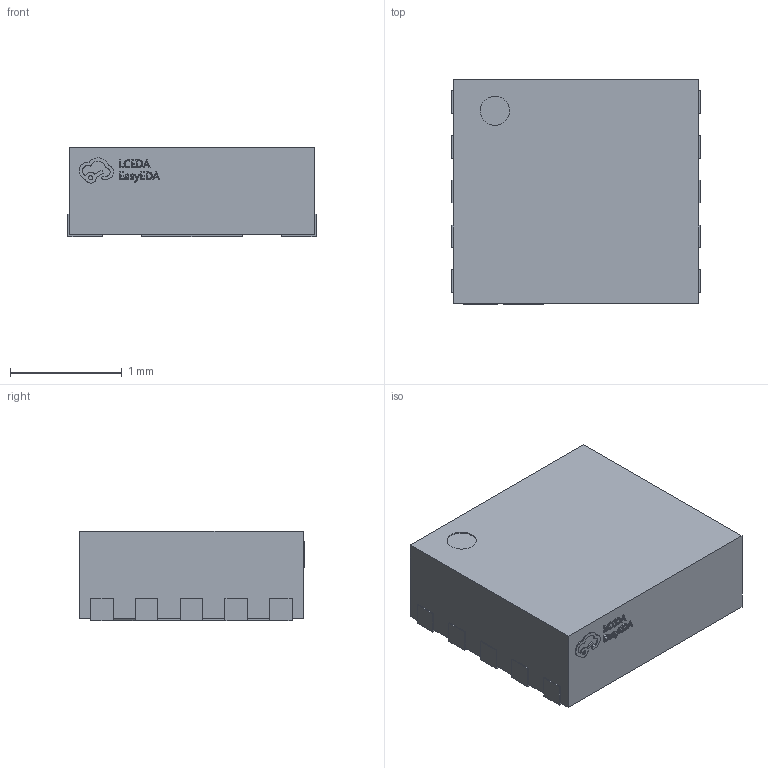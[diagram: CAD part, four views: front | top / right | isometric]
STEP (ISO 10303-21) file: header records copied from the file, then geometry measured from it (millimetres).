
FILE_DESCRIPTION (( 'STEP AP214' ), '1' );
FILE_NAME ('WSON-10_L2.2-W2.0-P0.40-BL-EP_TI_DLH0010A.STEP', '2024-02-27T09:32:48', ( 'PC' ), ( 'Microsoft' ), 'SwSTEP 2.0', 'SolidWorks 2020', '' );
FILE_SCHEMA (( 'AUTOMOTIVE_DESIGN' ));
Length unit declared in the file: millimetre
Products named in the file (1): WSON-10_L2.2-W2.0-P0.40-BL-EP_TI_DLH0010A
Bounding box: 2.22 x 2.01 x 0.8 mm (x, y, z)
Volume: 3.5 mm3; surface area: 15.8 mm2
Topology: 1 solids, 1 shells, 299 faces, 828 edges, 552 vertices
Faces by surface type: plane 199, bspline 100
Entity records: 13337 total; most frequent: CARTESIAN_POINT 3060, ORIENTED_EDGE 1656, DIRECTION 1024, EDGE_CURVE 828, LINE 624, VECTOR 624, VERTEX_POINT 552, EDGE_LOOP 320
